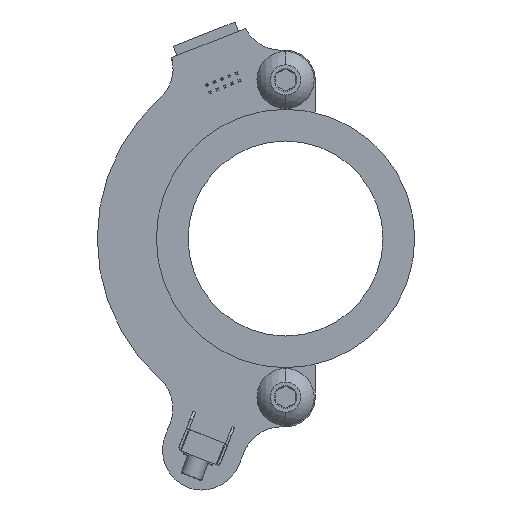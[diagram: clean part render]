
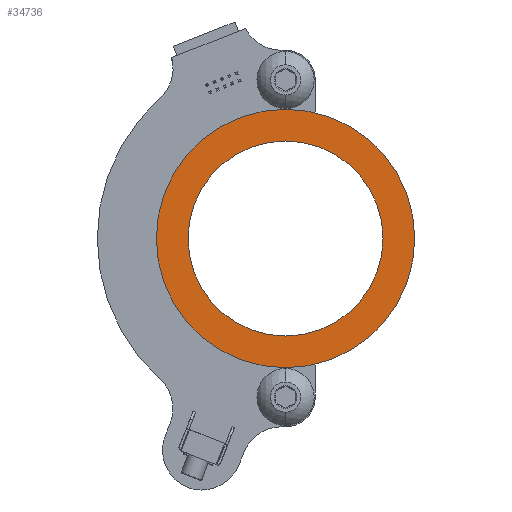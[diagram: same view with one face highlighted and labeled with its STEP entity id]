
A CAD part, front view. The second image highlights one B-rep face of the part: STEP entity #34736.
In plain terms, the highlighted planar face has unit normal (0, -1, 0).
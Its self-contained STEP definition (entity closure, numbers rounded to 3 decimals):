
#963 = VERTEX_POINT ( 'NONE', #48630 ) ;
#1957 = CARTESIAN_POINT ( 'NONE',  ( 0., 0., -20.701 ) ) ;
#3217 = DIRECTION ( 'NONE',  ( 0., 1., 0. ) ) ;
#3673 = AXIS2_PLACEMENT_3D ( 'NONE', #37229, #56316, #13373 ) ;
#8694 = CIRCLE ( 'NONE', #43758, 20.701 ) ;
#9041 = EDGE_CURVE ( 'NONE', #963, #53432, #8694, .T. ) ;
#13373 = DIRECTION ( 'NONE',  ( 0., 0., 1. ) ) ;
#13562 = DIRECTION ( 'NONE',  ( 0., 1., 0. ) ) ;
#13651 = VERTEX_POINT ( 'NONE', #32665 ) ;
#13949 = VERTEX_POINT ( 'NONE', #54859 ) ;
#17394 = EDGE_CURVE ( 'NONE', #53432, #963, #51291, .T. ) ;
#18043 = DIRECTION ( 'NONE',  ( 0., 0., 1. ) ) ;
#18112 = PLANE ( 'NONE',  #3673 ) ;
#18521 = ORIENTED_EDGE ( 'NONE', *, *, #28419, .T. ) ;
#18857 = DIRECTION ( 'NONE',  ( 0., 1., 0. ) ) ;
#22367 = DIRECTION ( 'NONE',  ( 0., 0., 1. ) ) ;
#23027 = AXIS2_PLACEMENT_3D ( 'NONE', #56505, #13562, #32726 ) ;
#24284 = AXIS2_PLACEMENT_3D ( 'NONE', #41859, #60937, #18043 ) ;
#28419 = EDGE_CURVE ( 'NONE', #13949, #13651, #32866, .T. ) ;
#29185 = ORIENTED_EDGE ( 'NONE', *, *, #9041, .F. ) ;
#32665 = CARTESIAN_POINT ( 'NONE',  ( 0., 0., -15.621 ) ) ;
#32726 = DIRECTION ( 'NONE',  ( 0., 0., 1. ) ) ;
#32866 = CIRCLE ( 'NONE', #40898, 15.621 ) ;
#34736 = ADVANCED_FACE ( 'NONE', ( #41931, #61009 ), #18112, .F. ) ;
#35200 = EDGE_LOOP ( 'NONE', ( #57205, #18521 ) ) ;
#37229 = CARTESIAN_POINT ( 'NONE',  ( 0., 0., 0. ) ) ;
#37984 = DIRECTION ( 'NONE',  ( 0., 0., 1. ) ) ;
#39090 = EDGE_CURVE ( 'NONE', #13651, #13949, #50080, .T. ) ;
#39806 = ORIENTED_EDGE ( 'NONE', *, *, #17394, .F. ) ;
#40898 = AXIS2_PLACEMENT_3D ( 'NONE', #61737, #18857, #37984 ) ;
#41135 = EDGE_LOOP ( 'NONE', ( #39806, #29185 ) ) ;
#41859 = CARTESIAN_POINT ( 'NONE',  ( 0., 0., 0. ) ) ;
#41931 = FACE_OUTER_BOUND ( 'NONE', #41135, .T. ) ;
#43758 = AXIS2_PLACEMENT_3D ( 'NONE', #46159, #3217, #22367 ) ;
#46159 = CARTESIAN_POINT ( 'NONE',  ( 0., 0., 0. ) ) ;
#48630 = CARTESIAN_POINT ( 'NONE',  ( 0., 0., 20.701 ) ) ;
#50080 = CIRCLE ( 'NONE', #23027, 15.621 ) ;
#51291 = CIRCLE ( 'NONE', #24284, 20.701 ) ;
#53432 = VERTEX_POINT ( 'NONE', #1957 ) ;
#54859 = CARTESIAN_POINT ( 'NONE',  ( 0., 0., 15.621 ) ) ;
#56316 = DIRECTION ( 'NONE',  ( 0., 1., 0. ) ) ;
#56505 = CARTESIAN_POINT ( 'NONE',  ( 0., 0., 0. ) ) ;
#57205 = ORIENTED_EDGE ( 'NONE', *, *, #39090, .T. ) ;
#60937 = DIRECTION ( 'NONE',  ( 0., 1., 0. ) ) ;
#61009 = FACE_BOUND ( 'NONE', #35200, .T. ) ;
#61737 = CARTESIAN_POINT ( 'NONE',  ( 0., 0., 0. ) ) ;
